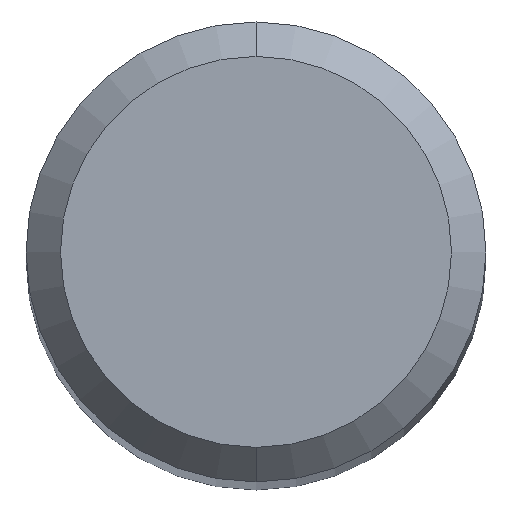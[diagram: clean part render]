
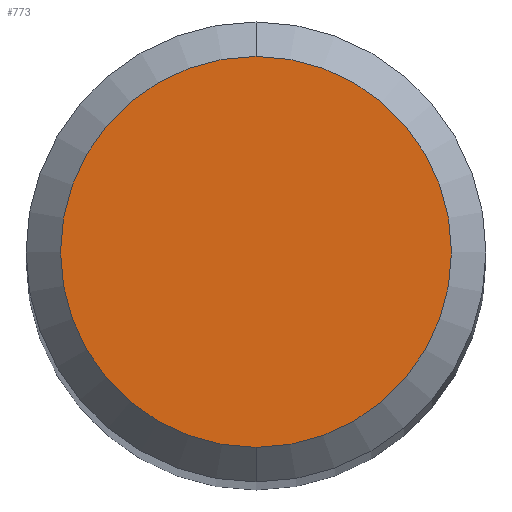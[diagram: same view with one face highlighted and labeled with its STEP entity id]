
A CAD part, top view. The second image highlights one B-rep face of the part: STEP entity #773.
In plain terms, the highlighted planar face has unit normal (0, 0, 1).
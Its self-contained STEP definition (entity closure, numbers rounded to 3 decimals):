
#681=VERTEX_POINT('',#1530);
#729=EDGE_CURVE('',#681,#753,#1583,.T.);
#753=VERTEX_POINT('',#1609);
#773=ADVANCED_FACE('',(#1629),#1630,.T.);
#967=EDGE_CURVE('',#753,#681,#1842,.T.);
#1530=CARTESIAN_POINT('',(0.0,1.7,0.0));
#1583=CIRCLE('',#3460,1.7);
#1609=CARTESIAN_POINT('',(0.,-1.7,0.0));
#1629=FACE_OUTER_BOUND('',#3566,.T.);
#1630=PLANE('',#3567);
#1842=CIRCLE('',#4298,1.7);
#3460=AXIS2_PLACEMENT_3D('',#6048,#6049,#6050);
#3566=EDGE_LOOP('',(#6086,#6087));
#3567=AXIS2_PLACEMENT_3D('',#6088,#6089,#6090);
#4298=AXIS2_PLACEMENT_3D('',#6341,#6342,#6343);
#6048=CARTESIAN_POINT('',(0.0,0.0,0.0));
#6049=DIRECTION('',(0.0,0.0,-1.0));
#6050=DIRECTION('',(0.0,1.0,0.0));
#6086=ORIENTED_EDGE('',*,*,#729,.F.);
#6087=ORIENTED_EDGE('',*,*,#967,.F.);
#6088=CARTESIAN_POINT('',(0.0,0.85,0.0));
#6089=DIRECTION('',(-0.0,0.0,1.0));
#6090=DIRECTION('',(0.0,-1.0,0.0));
#6341=CARTESIAN_POINT('',(0.0,0.0,0.0));
#6342=DIRECTION('',(0.0,0.0,-1.0));
#6343=DIRECTION('',(0.0,1.0,0.0));
